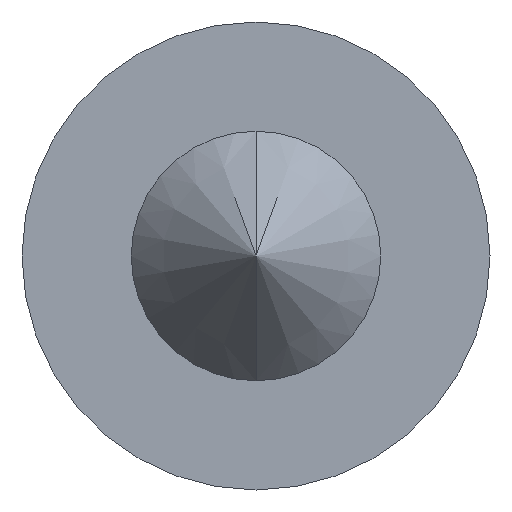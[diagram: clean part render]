
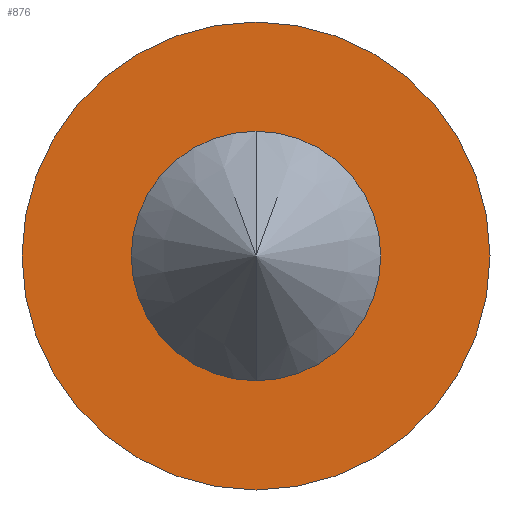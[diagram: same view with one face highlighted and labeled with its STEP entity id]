
A CAD part, front view. The second image highlights one B-rep face of the part: STEP entity #876.
In plain terms, the highlighted planar face has unit normal (0, -1, 0).
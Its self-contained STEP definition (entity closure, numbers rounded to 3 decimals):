
#95 = AXIS2_PLACEMENT_3D ( 'NONE', #500, #501, #502 ) ;
#97 = AXIS2_PLACEMENT_3D ( 'NONE', #485, #492, #493 ) ;
#121 = AXIS2_PLACEMENT_3D ( 'NONE', #494, #498, #499 ) ;
#155 = EDGE_LOOP ( 'NONE', ( #362, #361 ) ) ;
#156 = EDGE_LOOP ( 'NONE', ( #357, #364 ) ) ;
#240 = FACE_BOUND ( 'NONE', #155, .T. ) ;
#247 = FACE_OUTER_BOUND ( 'NONE', #156, .T. ) ;
#248 = AXIS2_PLACEMENT_3D ( 'NONE', #687, #688, #689 ) ;
#273 = AXIS2_PLACEMENT_3D ( 'NONE', #541, #542, #543 ) ;
#335 = VERTEX_POINT ( 'NONE', #451 ) ;
#345 = VERTEX_POINT ( 'NONE', #461 ) ;
#347 = VERTEX_POINT ( 'NONE', #463 ) ;
#348 = VERTEX_POINT ( 'NONE', #464 ) ;
#357 = ORIENTED_EDGE ( 'NONE', *, *, #829, .F. ) ;
#361 = ORIENTED_EDGE ( 'NONE', *, *, #815, .T. ) ;
#362 = ORIENTED_EDGE ( 'NONE', *, *, #813, .T. ) ;
#364 = ORIENTED_EDGE ( 'NONE', *, *, #816, .F. ) ;
#451 = CARTESIAN_POINT ( 'NONE',  ( 0., 0., 7.5 ) ) ;
#461 = CARTESIAN_POINT ( 'NONE',  ( 0., 0., -3.5 ) ) ;
#463 = CARTESIAN_POINT ( 'NONE',  ( 0., 0., 3.5 ) ) ;
#464 = CARTESIAN_POINT ( 'NONE',  ( 0., 0., -7.5 ) ) ;
#485 = CARTESIAN_POINT ( 'NONE',  ( 0., 0., 0. ) ) ;
#492 = DIRECTION ( 'NONE',  ( 0., 1., 0. ) ) ;
#493 = DIRECTION ( 'NONE',  ( 0., 0., -1. ) ) ;
#494 = CARTESIAN_POINT ( 'NONE',  ( 0., 0., 0. ) ) ;
#498 = DIRECTION ( 'NONE',  ( 0., 1., 0. ) ) ;
#499 = DIRECTION ( 'NONE',  ( 0., 0., -1. ) ) ;
#500 = CARTESIAN_POINT ( 'NONE',  ( 0., 0., 0. ) ) ;
#501 = DIRECTION ( 'NONE',  ( 0., 1., 0. ) ) ;
#502 = DIRECTION ( 'NONE',  ( 0., 0., 1. ) ) ;
#541 = CARTESIAN_POINT ( 'NONE',  ( 0., 0., 0. ) ) ;
#542 = DIRECTION ( 'NONE',  ( 0., 1., 0. ) ) ;
#543 = DIRECTION ( 'NONE',  ( 0., 0., 1. ) ) ;
#686 = PLANE ( 'NONE',  #248 ) ;
#687 = CARTESIAN_POINT ( 'NONE',  ( 0., 0., 3. ) ) ;
#688 = DIRECTION ( 'NONE',  ( 0., -1., 0. ) ) ;
#689 = DIRECTION ( 'NONE',  ( 0., 0., -1. ) ) ;
#791 = CIRCLE ( 'NONE', #273, 7.5 ) ;
#792 = CIRCLE ( 'NONE', #95, 7.5 ) ;
#795 = CIRCLE ( 'NONE', #121, 3.5 ) ;
#796 = CIRCLE ( 'NONE', #97, 3.5 ) ;
#813 = EDGE_CURVE ( 'NONE', #345, #347, #796, .T. ) ;
#815 = EDGE_CURVE ( 'NONE', #347, #345, #795, .T. ) ;
#816 = EDGE_CURVE ( 'NONE', #348, #335, #792, .T. ) ;
#829 = EDGE_CURVE ( 'NONE', #335, #348, #791, .T. ) ;
#876 = ADVANCED_FACE ( 'NONE', ( #240, #247 ), #686, .T. ) ;
